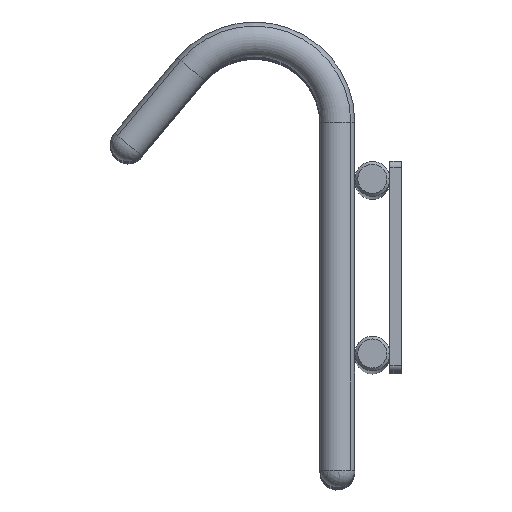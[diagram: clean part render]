
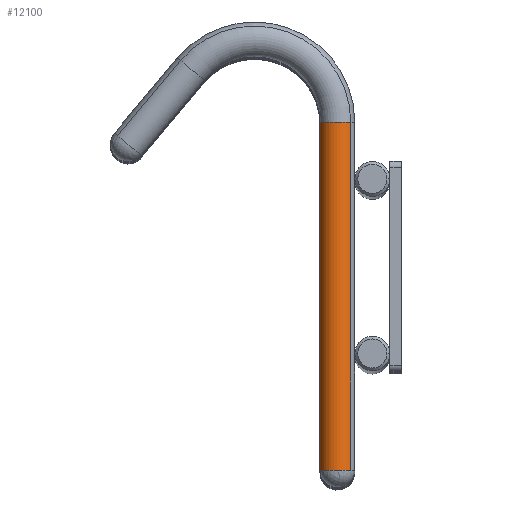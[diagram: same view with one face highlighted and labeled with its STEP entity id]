
A CAD part, top view. The second image highlights one B-rep face of the part: STEP entity #12100.
In plain terms, the highlighted cylindrical face has radius 3 mm (diameter 6 mm), a partial arc.
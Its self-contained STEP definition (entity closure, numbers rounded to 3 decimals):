
#11610=CARTESIAN_POINT('',(-6.,39.749,-220.));
#11620=DIRECTION('',(0.,1.,0.));
#11630=DIRECTION('',(-0.766,0.,
-0.643));
#11640=AXIS2_PLACEMENT_3D('',#11610,#11620,#11630);
#11650=CYLINDRICAL_SURFACE('',#11640,3.);
#11660=CARTESIAN_POINT('',(-8.298,39.749,
-221.928));
#11670=DIRECTION('',(0.,1.,0.));
#11680=VECTOR('',#11670,1.);
#11690=LINE('',#11660,#11680);
#11700=CARTESIAN_POINT('',(-8.298,-20.,-221.928));
#11710=VERTEX_POINT('',#11700);
#11720=CARTESIAN_POINT('',(-8.298,39.749,
-221.928));
#11730=VERTEX_POINT('',#11720);
#11740=EDGE_CURVE('',#11710,#11730,#11690,.T.);
#11750=ORIENTED_EDGE('',*,*,#11740,.F.);
#11760=CARTESIAN_POINT('',(-6.,39.749,-220.));
#11770=DIRECTION('',(0.,-1.,0.));
#11780=DIRECTION('',(-0.766,0.,
-0.643));
#11790=AXIS2_PLACEMENT_3D('',#11760,#11770,#11780);
#11800=CIRCLE('',#11790,3.);
#11810=CARTESIAN_POINT('',(-6.,39.749,-217.));
#11820=VERTEX_POINT('',#11810);
#11830=EDGE_CURVE('',#11820,#11730,#11800,.T.);
#11840=ORIENTED_EDGE('',*,*,#11830,.T.);
#11850=CARTESIAN_POINT('',(-3.702,39.749,
-218.072));
#11860=VERTEX_POINT('',#11850);
#11870=EDGE_CURVE('',#11860,#11820,#11800,.T.);
#11880=ORIENTED_EDGE('',*,*,#11870,.T.);
#11890=CARTESIAN_POINT('',(-3.702,39.749,
-218.072));
#11900=DIRECTION('',(0.,1.,0.));
#11910=VECTOR('',#11900,1.);
#11920=LINE('',#11890,#11910);
#11930=CARTESIAN_POINT('',(-3.702,-20.,-218.072));
#11940=VERTEX_POINT('',#11930);
#11950=EDGE_CURVE('',#11940,#11860,#11920,.T.);
#11960=ORIENTED_EDGE('',*,*,#11950,.T.);
#11970=CARTESIAN_POINT('',(-6.,-20.,-220.));
#11980=DIRECTION('',(0.,1.,0.));
#11990=DIRECTION('',(0.,0.,-1.));
#12000=AXIS2_PLACEMENT_3D('',#11970,#11980,#11990);
#12010=CIRCLE('',#12000,3.);
#12020=CARTESIAN_POINT('',(-9.,-20.,-220.));
#12030=VERTEX_POINT('',#12020);
#12040=EDGE_CURVE('',#12030,#11940,#12010,.T.);
#12050=ORIENTED_EDGE('',*,*,#12040,.T.);
#12060=EDGE_CURVE('',#11710,#12030,#12010,.T.);
#12070=ORIENTED_EDGE('',*,*,#12060,.T.);
#12080=EDGE_LOOP('',(#12070,#12050,#11960,#11880,#11840,#11750));
#12090=FACE_OUTER_BOUND('',#12080,.T.);
#12100=ADVANCED_FACE('',(#12090),#11650,.T.);
